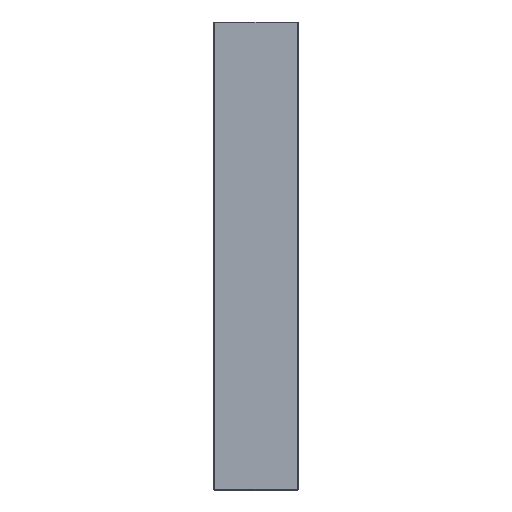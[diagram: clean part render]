
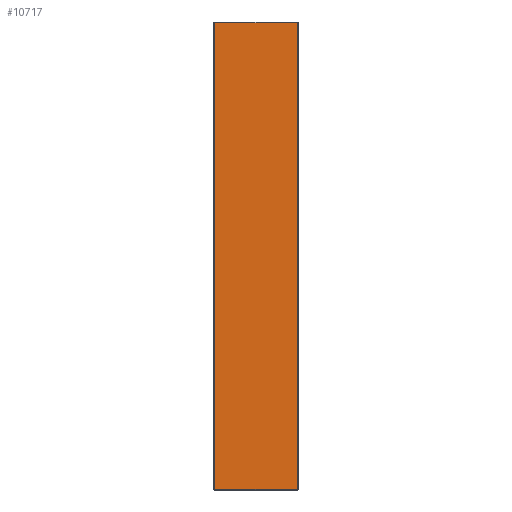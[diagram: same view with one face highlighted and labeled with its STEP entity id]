
A CAD part, front view. The second image highlights one B-rep face of the part: STEP entity #10717.
In plain terms, the highlighted planar face has unit normal (0, -1, 0).
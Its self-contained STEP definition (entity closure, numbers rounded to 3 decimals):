
#528 = PLANE('',#529);
#529 = AXIS2_PLACEMENT_3D('',#530,#531,#532);
#530 = CARTESIAN_POINT('',(4.5,-9.45,0.05));
#531 = DIRECTION('',(0.,0.707,0.707));
#532 = DIRECTION('',(1.,0.,0.));
#832 = PLANE('',#833);
#833 = AXIS2_PLACEMENT_3D('',#834,#835,#836);
#834 = CARTESIAN_POINT('',(4.5,-9.45,49.95));
#835 = DIRECTION('',(0.,-0.707,0.707
    ));
#836 = DIRECTION('',(1.,0.,0.));
#1120 = PLANE('',#1121);
#1121 = AXIS2_PLACEMENT_3D('',#1122,#1123,#1124);
#1122 = CARTESIAN_POINT('',(-4.45,-9.45,0.));
#1123 = DIRECTION('',(-0.707,-0.707,0.));
#1124 = DIRECTION('',(0.,0.,1.));
#4618 = VERTEX_POINT('',#4619);
#4619 = CARTESIAN_POINT('',(4.4,-9.5,0.1));
#4640 = EDGE_CURVE('',#4618,#4641,#4643,.T.);
#4641 = VERTEX_POINT('',#4642);
#4642 = CARTESIAN_POINT('',(-4.4,-9.5,0.1));
#4643 = SURFACE_CURVE('',#4644,(#4648,#4655),.PCURVE_S1.);
#4644 = LINE('',#4645,#4646);
#4645 = CARTESIAN_POINT('',(4.5,-9.5,0.1));
#4646 = VECTOR('',#4647,1.);
#4647 = DIRECTION('',(-1.,0.,0.));
#4648 = PCURVE('',#528,#4649);
#4649 = DEFINITIONAL_REPRESENTATION('',(#4650),#4654);
#4650 = LINE('',#4651,#4652);
#4651 = CARTESIAN_POINT('',(0.,-0.071));
#4652 = VECTOR('',#4653,1.);
#4653 = DIRECTION('',(-1.,0.));
#4654 = ( GEOMETRIC_REPRESENTATION_CONTEXT(2) 
PARAMETRIC_REPRESENTATION_CONTEXT() REPRESENTATION_CONTEXT('2D SPACE',''
  ) );
#4655 = PCURVE('',#4656,#4661);
#4656 = PLANE('',#4657);
#4657 = AXIS2_PLACEMENT_3D('',#4658,#4659,#4660);
#4658 = CARTESIAN_POINT('',(4.5,-9.5,0.));
#4659 = DIRECTION('',(0.,-1.,0.));
#4660 = DIRECTION('',(-1.,0.,0.));
#4661 = DEFINITIONAL_REPRESENTATION('',(#4662),#4666);
#4662 = LINE('',#4663,#4664);
#4663 = CARTESIAN_POINT('',(0.,-0.1));
#4664 = VECTOR('',#4665,1.);
#4665 = DIRECTION('',(1.,0.));
#4666 = ( GEOMETRIC_REPRESENTATION_CONTEXT(2) 
PARAMETRIC_REPRESENTATION_CONTEXT() REPRESENTATION_CONTEXT('2D SPACE',''
  ) );
#4911 = VERTEX_POINT('',#4912);
#4912 = CARTESIAN_POINT('',(4.4,-9.5,49.9));
#4933 = EDGE_CURVE('',#4911,#4934,#4936,.T.);
#4934 = VERTEX_POINT('',#4935);
#4935 = CARTESIAN_POINT('',(-4.4,-9.5,49.9));
#4936 = SURFACE_CURVE('',#4937,(#4941,#4948),.PCURVE_S1.);
#4937 = LINE('',#4938,#4939);
#4938 = CARTESIAN_POINT('',(4.5,-9.5,49.9));
#4939 = VECTOR('',#4940,1.);
#4940 = DIRECTION('',(-1.,0.,0.));
#4941 = PCURVE('',#832,#4942);
#4942 = DEFINITIONAL_REPRESENTATION('',(#4943),#4947);
#4943 = LINE('',#4944,#4945);
#4944 = CARTESIAN_POINT('',(0.,-0.071));
#4945 = VECTOR('',#4946,1.);
#4946 = DIRECTION('',(-1.,0.));
#4947 = ( GEOMETRIC_REPRESENTATION_CONTEXT(2) 
PARAMETRIC_REPRESENTATION_CONTEXT() REPRESENTATION_CONTEXT('2D SPACE',''
  ) );
#4948 = PCURVE('',#4656,#4949);
#4949 = DEFINITIONAL_REPRESENTATION('',(#4950),#4954);
#4950 = LINE('',#4951,#4952);
#4951 = CARTESIAN_POINT('',(0.,-49.9));
#4952 = VECTOR('',#4953,1.);
#4953 = DIRECTION('',(1.,0.));
#4954 = ( GEOMETRIC_REPRESENTATION_CONTEXT(2) 
PARAMETRIC_REPRESENTATION_CONTEXT() REPRESENTATION_CONTEXT('2D SPACE',''
  ) );
#5068 = EDGE_CURVE('',#4641,#4934,#5069,.T.);
#5069 = SURFACE_CURVE('',#5070,(#5074,#5081),.PCURVE_S1.);
#5070 = LINE('',#5071,#5072);
#5071 = CARTESIAN_POINT('',(-4.4,-9.5,0.));
#5072 = VECTOR('',#5073,1.);
#5073 = DIRECTION('',(0.,0.,1.));
#5074 = PCURVE('',#1120,#5075);
#5075 = DEFINITIONAL_REPRESENTATION('',(#5076),#5080);
#5076 = LINE('',#5077,#5078);
#5077 = CARTESIAN_POINT('',(0.,-0.071));
#5078 = VECTOR('',#5079,1.);
#5079 = DIRECTION('',(1.,0.));
#5080 = ( GEOMETRIC_REPRESENTATION_CONTEXT(2) 
PARAMETRIC_REPRESENTATION_CONTEXT() REPRESENTATION_CONTEXT('2D SPACE',''
  ) );
#5081 = PCURVE('',#4656,#5082);
#5082 = DEFINITIONAL_REPRESENTATION('',(#5083),#5087);
#5083 = LINE('',#5084,#5085);
#5084 = CARTESIAN_POINT('',(8.9,0.));
#5085 = VECTOR('',#5086,1.);
#5086 = DIRECTION('',(0.,-1.));
#5087 = ( GEOMETRIC_REPRESENTATION_CONTEXT(2) 
PARAMETRIC_REPRESENTATION_CONTEXT() REPRESENTATION_CONTEXT('2D SPACE',''
  ) );
#10617 = PLANE('',#10618);
#10618 = AXIS2_PLACEMENT_3D('',#10619,#10620,#10621);
#10619 = CARTESIAN_POINT('',(4.45,-9.45,0.));
#10620 = DIRECTION('',(0.707,-0.707,0.));
#10621 = DIRECTION('',(0.,0.,1.));
#10717 = ADVANCED_FACE('',(#10718),#4656,.T.);
#10718 = FACE_BOUND('',#10719,.T.);
#10719 = EDGE_LOOP('',(#10720,#10741,#10742,#10743));
#10720 = ORIENTED_EDGE('',*,*,#10721,.T.);
#10721 = EDGE_CURVE('',#4618,#4911,#10722,.T.);
#10722 = SURFACE_CURVE('',#10723,(#10727,#10734),.PCURVE_S1.);
#10723 = LINE('',#10724,#10725);
#10724 = CARTESIAN_POINT('',(4.4,-9.5,0.));
#10725 = VECTOR('',#10726,1.);
#10726 = DIRECTION('',(0.,0.,1.));
#10727 = PCURVE('',#4656,#10728);
#10728 = DEFINITIONAL_REPRESENTATION('',(#10729),#10733);
#10729 = LINE('',#10730,#10731);
#10730 = CARTESIAN_POINT('',(0.1,0.));
#10731 = VECTOR('',#10732,1.);
#10732 = DIRECTION('',(0.,-1.));
#10733 = ( GEOMETRIC_REPRESENTATION_CONTEXT(2) 
PARAMETRIC_REPRESENTATION_CONTEXT() REPRESENTATION_CONTEXT('2D SPACE',''
  ) );
#10734 = PCURVE('',#10617,#10735);
#10735 = DEFINITIONAL_REPRESENTATION('',(#10736),#10740);
#10736 = LINE('',#10737,#10738);
#10737 = CARTESIAN_POINT('',(0.,0.071));
#10738 = VECTOR('',#10739,1.);
#10739 = DIRECTION('',(1.,0.));
#10740 = ( GEOMETRIC_REPRESENTATION_CONTEXT(2) 
PARAMETRIC_REPRESENTATION_CONTEXT() REPRESENTATION_CONTEXT('2D SPACE',''
  ) );
#10741 = ORIENTED_EDGE('',*,*,#4933,.T.);
#10742 = ORIENTED_EDGE('',*,*,#5068,.F.);
#10743 = ORIENTED_EDGE('',*,*,#4640,.F.);
